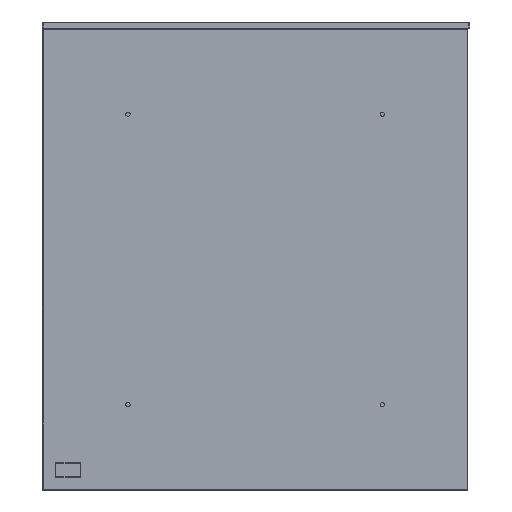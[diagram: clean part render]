
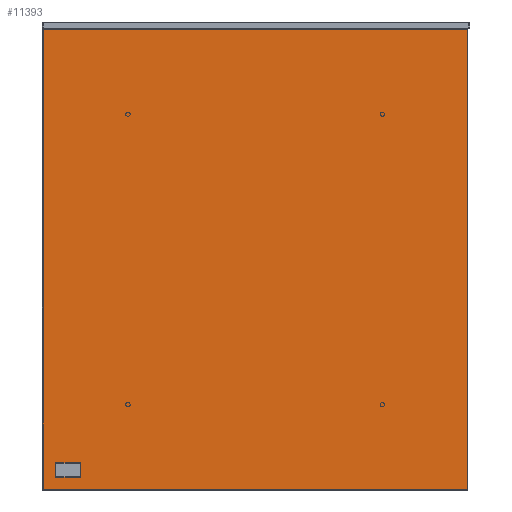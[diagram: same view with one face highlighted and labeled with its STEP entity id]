
A CAD part, left-side view. The second image highlights one B-rep face of the part: STEP entity #11393.
In plain terms, the highlighted planar face has unit normal (-1, 0, 0).
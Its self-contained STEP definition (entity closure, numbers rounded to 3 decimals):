
#11131=CARTESIAN_POINT('',(-1421.743,3185.176,1.131));
#11132=VERTEX_POINT('',#11131);
#11133=CARTESIAN_POINT('',(-1421.743,3185.176,538.869));
#11134=VERTEX_POINT('',#11133);
#11135=CARTESIAN_POINT('',(-1421.743,3185.176,1.131));
#11136=DIRECTION('',(0.0,0.0,1.0));
#11137=VECTOR('',#11136,537.737);
#11138=LINE('',#11135,#11137);
#11139=EDGE_CURVE('',#11132,#11134,#11138,.T.);
#11162=CARTESIAN_POINT('',(-1421.743,3184.845,539.2));
#11163=VERTEX_POINT('',#11162);
#11164=CARTESIAN_POINT('',(-1421.743,3185.176,538.869));
#11165=DIRECTION('',(0.0,-0.707,0.707));
#11166=VECTOR('',#11165,0.469);
#11167=LINE('',#11164,#11166);
#11168=EDGE_CURVE('',#11134,#11163,#11167,.T.);
#11186=CARTESIAN_POINT('',(-1421.743,2689.107,539.2));
#11187=VERTEX_POINT('',#11186);
#11188=CARTESIAN_POINT('',(-1421.743,3184.845,539.2));
#11189=DIRECTION('',(0.0,-1.0,0.0));
#11190=VECTOR('',#11189,495.737);
#11191=LINE('',#11188,#11190);
#11192=EDGE_CURVE('',#11163,#11187,#11191,.T.);
#11219=CARTESIAN_POINT('',(-1421.743,2688.776,538.869));
#11220=VERTEX_POINT('',#11219);
#11221=CARTESIAN_POINT('',(-1421.743,2689.107,539.2));
#11222=DIRECTION('',(0.0,-0.707,-0.707));
#11223=VECTOR('',#11222,0.469);
#11224=LINE('',#11221,#11223);
#11225=EDGE_CURVE('',#11187,#11220,#11224,.T.);
#11250=CARTESIAN_POINT('',(-1421.743,2688.776,1.131));
#11251=VERTEX_POINT('',#11250);
#11252=CARTESIAN_POINT('',(-1421.743,2688.776,538.869));
#11253=DIRECTION('',(0.0,0.0,-1.0));
#11254=VECTOR('',#11253,537.737);
#11255=LINE('',#11252,#11254);
#11256=EDGE_CURVE('',#11220,#11251,#11255,.T.);
#11281=CARTESIAN_POINT('',(-1421.743,2689.107,0.8));
#11282=VERTEX_POINT('',#11281);
#11283=CARTESIAN_POINT('',(-1421.743,2688.776,1.131));
#11284=DIRECTION('',(0.0,0.707,-0.707));
#11285=VECTOR('',#11284,0.469);
#11286=LINE('',#11283,#11285);
#11287=EDGE_CURVE('',#11251,#11282,#11286,.T.);
#11310=CARTESIAN_POINT('',(-1421.743,3184.845,0.8));
#11311=VERTEX_POINT('',#11310);
#11312=CARTESIAN_POINT('',(-1421.743,2689.107,0.8));
#11313=DIRECTION('',(0.0,1.0,0.0));
#11314=VECTOR('',#11313,495.737);
#11315=LINE('',#11312,#11314);
#11316=EDGE_CURVE('',#11282,#11311,#11315,.T.);
#11334=CARTESIAN_POINT('',(-1421.743,3184.845,0.8));
#11335=DIRECTION('',(0.0,0.707,0.707));
#11336=VECTOR('',#11335,0.469);
#11337=LINE('',#11334,#11336);
#11338=EDGE_CURVE('',#11311,#11132,#11337,.T.);
#11378=CARTESIAN_POINT('',(-1421.743,2936.976,0.799));
#11379=DIRECTION('',(-1.0,0.0,0.0));
#11380=DIRECTION('',(0.0,0.0,1.0));
#11381=AXIS2_PLACEMENT_3D('',#11378,#11379,#11380);
#11382=PLANE('',#11381);
#11383=ORIENTED_EDGE('',*,*,#11139,.F.);
#11384=ORIENTED_EDGE('',*,*,#11338,.F.);
#11385=ORIENTED_EDGE('',*,*,#11316,.F.);
#11386=ORIENTED_EDGE('',*,*,#11287,.F.);
#11387=ORIENTED_EDGE('',*,*,#11256,.F.);
#11388=ORIENTED_EDGE('',*,*,#11225,.F.);
#11389=ORIENTED_EDGE('',*,*,#11192,.F.);
#11390=ORIENTED_EDGE('',*,*,#11168,.F.);
#11391=EDGE_LOOP('',(#11383,#11384,#11385,#11386,#11387,#11388,#11389,#11390));
#11392=FACE_OUTER_BOUND('',#11391,.T.);
#11393=ADVANCED_FACE('',(#11392),#11382,.T.);
